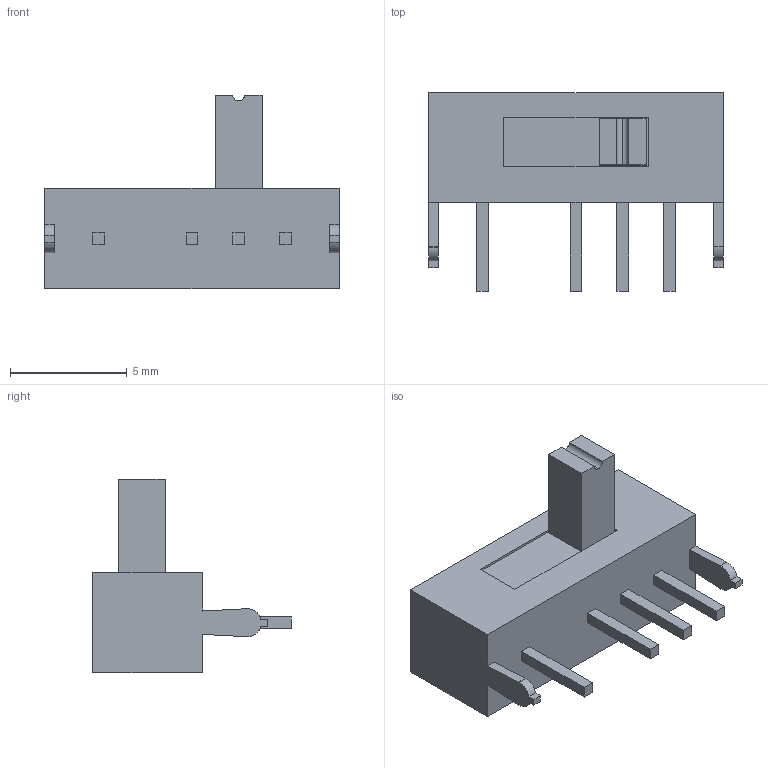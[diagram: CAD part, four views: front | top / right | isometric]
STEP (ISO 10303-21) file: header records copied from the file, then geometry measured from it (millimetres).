
FILE_DESCRIPTION (( 'STEP AP203' ), '1' );
FILE_NAME ('7575F5F8-CEE7-473E-A3CE-9A8ABD2D1E79.STEP', '2024-02-17T18:08:19', ( '' ), ( '' ), 'SwSTEP 2.0', 'SolidWorks 2022', '' );
FILE_SCHEMA (( 'CONFIG_CONTROL_DESIGN' ));
Length unit declared in the file: inch
Products named in the file (1): 7575F5F8-CEE7-473E-A3CE-9A8ABD2D1E79
Bounding box: 12.6 x 8.5 x 8.3 mm (x, y, z)
Volume: 275.6 mm3; surface area: 347.8 mm2
Topology: 1 solids, 1 shells, 57 faces, 147 edges, 98 vertices
Faces by surface type: plane 49, cylinder 8
Entity records: 1796 total; most frequent: CARTESIAN_POINT 303, ORIENTED_EDGE 294, DIRECTION 279, EDGE_CURVE 147, VECTOR 131, LINE 131, VERTEX_POINT 98, AXIS2_PLACEMENT_3D 74
